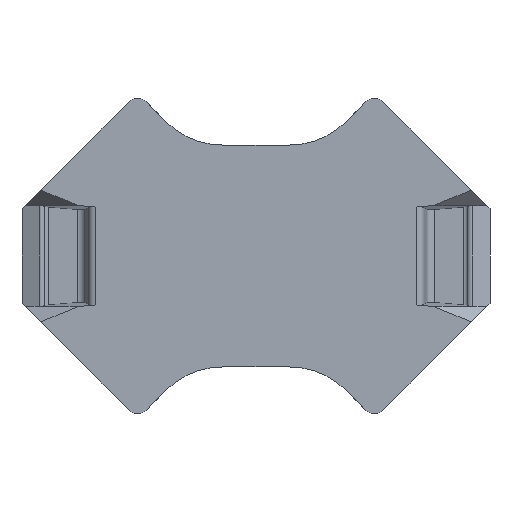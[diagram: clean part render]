
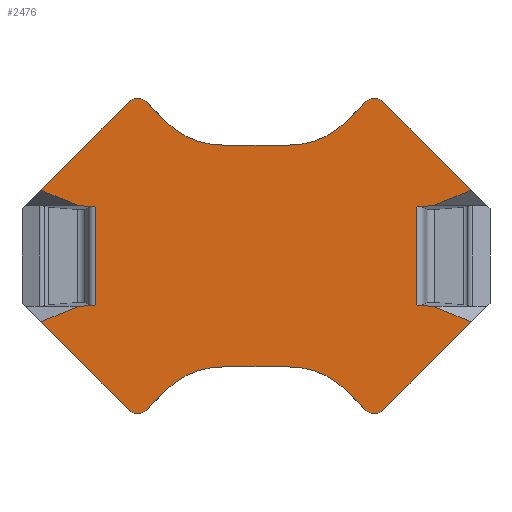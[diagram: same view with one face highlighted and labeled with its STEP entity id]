
A CAD part, front view. The second image highlights one B-rep face of the part: STEP entity #2476.
In plain terms, the highlighted planar face has unit normal (0, -1, 0).
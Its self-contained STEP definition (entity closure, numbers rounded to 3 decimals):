
#1=DIRECTION('',(0.924,0.,-0.383));
#2=VECTOR('',#1,2.002);
#3=CARTESIAN_POINT('',(8.814,0.,-2.5));
#4=LINE('',#3,#2);
#5=DIRECTION('',(-0.707,0.,-0.707));
#6=VECTOR('',#5,6.181);
#7=CARTESIAN_POINT('',(10.664,0.,-3.266));
#8=LINE('',#7,#6);
#9=CARTESIAN_POINT('',(5.869,0.,-7.212));
#10=DIRECTION('',(0.,1.,0.));
#11=DIRECTION('',(0.707,0.,-0.707));
#12=AXIS2_PLACEMENT_3D('',#9,#10,#11);
#14=DIRECTION('',(-0.707,0.,0.707));
#15=VECTOR('',#14,1.365);
#16=CARTESIAN_POINT('',(5.445,0.,-7.637));
#17=LINE('',#16,#15);
#18=CARTESIAN_POINT('',(1.651,0.,-9.5));
#19=DIRECTION('',(0.,-1.,0.));
#20=DIRECTION('',(0.707,0.,0.707));
#21=AXIS2_PLACEMENT_3D('',#18,#19,#20);
#23=DIRECTION('',(-1.,0.,0.));
#24=VECTOR('',#23,3.302);
#25=CARTESIAN_POINT('',(1.651,0.,-5.5));
#26=LINE('',#25,#24);
#27=CARTESIAN_POINT('',(-1.651,0.,-9.5));
#28=DIRECTION('',(0.,-1.,0.));
#29=DIRECTION('',(0.,0.,1.));
#30=AXIS2_PLACEMENT_3D('',#27,#28,#29);
#32=DIRECTION('',(-0.707,0.,-0.707));
#33=VECTOR('',#32,1.365);
#34=CARTESIAN_POINT('',(-4.48,0.,-6.672));
#35=LINE('',#34,#33);
#36=CARTESIAN_POINT('',(-5.869,0.,-7.212));
#37=DIRECTION('',(0.,1.,0.));
#38=DIRECTION('',(0.707,0.,-0.707));
#39=AXIS2_PLACEMENT_3D('',#36,#37,#38);
#41=DIRECTION('',(-0.707,0.,0.707));
#42=VECTOR('',#41,6.181);
#43=CARTESIAN_POINT('',(-6.293,0.,-7.637));
#44=LINE('',#43,#42);
#45=DIRECTION('',(-0.924,0.,-0.383));
#46=VECTOR('',#45,2.002);
#47=CARTESIAN_POINT('',(-8.814,0.,-2.5));
#48=LINE('',#47,#46);
#49=DIRECTION('',(0.,0.,1.));
#50=VECTOR('',#49,4.856);
#51=CARTESIAN_POINT('',(-7.941,0.,-2.428));
#52=LINE('',#51,#50);
#53=DIRECTION('',(-0.924,0.,0.383));
#54=VECTOR('',#53,2.002);
#55=CARTESIAN_POINT('',(-8.814,0.,2.5));
#56=LINE('',#55,#54);
#57=DIRECTION('',(0.707,0.,0.707));
#58=VECTOR('',#57,6.181);
#59=CARTESIAN_POINT('',(-10.664,0.,3.266));
#60=LINE('',#59,#58);
#61=CARTESIAN_POINT('',(-5.869,0.,7.212));
#62=DIRECTION('',(0.,1.,0.));
#63=DIRECTION('',(-0.707,0.,0.707));
#64=AXIS2_PLACEMENT_3D('',#61,#62,#63);
#66=DIRECTION('',(0.707,0.,-0.707));
#67=VECTOR('',#66,1.365);
#68=CARTESIAN_POINT('',(-5.445,0.,7.637));
#69=LINE('',#68,#67);
#70=CARTESIAN_POINT('',(-1.651,0.,9.5));
#71=DIRECTION('',(0.,-1.,0.));
#72=DIRECTION('',(-0.707,0.,-0.707));
#73=AXIS2_PLACEMENT_3D('',#70,#71,#72);
#75=DIRECTION('',(1.,0.,0.));
#76=VECTOR('',#75,3.302);
#77=CARTESIAN_POINT('',(-1.651,0.,5.5));
#78=LINE('',#77,#76);
#79=CARTESIAN_POINT('',(1.651,0.,9.5));
#80=DIRECTION('',(0.,-1.,0.));
#81=DIRECTION('',(0.,0.,-1.));
#82=AXIS2_PLACEMENT_3D('',#79,#80,#81);
#84=DIRECTION('',(0.707,0.,0.707));
#85=VECTOR('',#84,1.365);
#86=CARTESIAN_POINT('',(4.48,0.,6.672));
#87=LINE('',#86,#85);
#88=CARTESIAN_POINT('',(5.869,0.,7.212));
#89=DIRECTION('',(0.,1.,0.));
#90=DIRECTION('',(-0.707,0.,0.707));
#91=AXIS2_PLACEMENT_3D('',#88,#89,#90);
#93=DIRECTION('',(0.707,0.,-0.707));
#94=VECTOR('',#93,6.181);
#95=CARTESIAN_POINT('',(6.293,0.,7.637));
#96=LINE('',#95,#94);
#97=DIRECTION('',(0.924,0.,0.383));
#98=VECTOR('',#97,2.002);
#99=CARTESIAN_POINT('',(8.814,0.,2.5));
#100=LINE('',#99,#98);
#101=DIRECTION('',(0.,0.,-1.));
#102=VECTOR('',#101,4.856);
#103=CARTESIAN_POINT('',(7.941,0.,2.428));
#104=LINE('',#103,#102);
#133=DIRECTION('',(-0.997,0.,0.082));
#134=VECTOR('',#133,0.876);
#135=CARTESIAN_POINT('',(8.814,0.,-2.5));
#136=LINE('',#135,#134);
#137=CARTESIAN_POINT('',(7.941,0.,-2.428));
#227=CARTESIAN_POINT('',(7.941,0.,2.428));
#237=DIRECTION('',(0.997,0.,0.082));
#238=VECTOR('',#237,0.876);
#239=CARTESIAN_POINT('',(7.941,0.,2.428));
#240=LINE('',#239,#238);
#1296=CARTESIAN_POINT('',(-7.941,0.,-2.428));
#1306=DIRECTION('',(-0.997,0.,-0.082));
#1307=VECTOR('',#1306,0.876);
#1308=CARTESIAN_POINT('',(-7.941,0.,-2.428));
#1309=LINE('',#1308,#1307);
#1318=DIRECTION('',(0.997,0.,-0.082));
#1319=VECTOR('',#1318,0.876);
#1320=CARTESIAN_POINT('',(-8.814,0.,2.5));
#1321=LINE('',#1320,#1319);
#1322=CARTESIAN_POINT('',(-7.941,0.,2.428));
#2132=CARTESIAN_POINT('',(-6.293,0.,7.637));
#2133=CARTESIAN_POINT('',(-5.445,0.,7.637));
#2134=VERTEX_POINT('',#2132);
#2135=VERTEX_POINT('',#2133);
#2136=CARTESIAN_POINT('',(-4.48,0.,6.672));
#2137=VERTEX_POINT('',#2136);
#2138=CARTESIAN_POINT('',(-1.651,0.,5.5));
#2139=VERTEX_POINT('',#2138);
#2140=CARTESIAN_POINT('',(1.651,0.,5.5));
#2141=VERTEX_POINT('',#2140);
#2142=CARTESIAN_POINT('',(4.48,0.,6.672));
#2143=VERTEX_POINT('',#2142);
#2144=CARTESIAN_POINT('',(5.445,0.,7.637));
#2145=VERTEX_POINT('',#2144);
#2146=CARTESIAN_POINT('',(6.293,0.,7.637));
#2147=VERTEX_POINT('',#2146);
#2148=CARTESIAN_POINT('',(6.293,0.,-7.637));
#2149=CARTESIAN_POINT('',(5.445,0.,-7.637));
#2150=VERTEX_POINT('',#2148);
#2151=VERTEX_POINT('',#2149);
#2152=CARTESIAN_POINT('',(4.48,0.,-6.672));
#2153=VERTEX_POINT('',#2152);
#2154=CARTESIAN_POINT('',(1.651,0.,-5.5));
#2155=VERTEX_POINT('',#2154);
#2156=CARTESIAN_POINT('',(-1.651,0.,-5.5));
#2157=VERTEX_POINT('',#2156);
#2158=CARTESIAN_POINT('',(-4.48,0.,-6.672));
#2159=VERTEX_POINT('',#2158);
#2160=CARTESIAN_POINT('',(-5.445,0.,-7.637));
#2161=VERTEX_POINT('',#2160);
#2162=CARTESIAN_POINT('',(-6.293,0.,-7.637));
#2163=VERTEX_POINT('',#2162);
#2346=CARTESIAN_POINT('',(-10.664,0.,3.266));
#2348=VERTEX_POINT('',#2346);
#2350=CARTESIAN_POINT('',(-10.664,0.,-3.266));
#2352=VERTEX_POINT('',#2350);
#2357=VERTEX_POINT('',#1322);
#2361=CARTESIAN_POINT('',(-8.814,0.,2.5));
#2362=VERTEX_POINT('',#2361);
#2369=VERTEX_POINT('',#1296);
#2373=CARTESIAN_POINT('',(-8.814,0.,-2.5));
#2374=VERTEX_POINT('',#2373);
#2381=CARTESIAN_POINT('',(10.664,0.,3.266));
#2383=VERTEX_POINT('',#2381);
#2385=CARTESIAN_POINT('',(10.664,0.,-3.266));
#2387=VERTEX_POINT('',#2385);
#2393=VERTEX_POINT('',#227);
#2397=CARTESIAN_POINT('',(8.814,0.,2.5));
#2398=VERTEX_POINT('',#2397);
#2405=VERTEX_POINT('',#137);
#2409=CARTESIAN_POINT('',(8.814,0.,-2.5));
#2410=VERTEX_POINT('',#2409);
#2413=CARTESIAN_POINT('',(0.,0.,0.));
#2414=DIRECTION('',(0.,1.,0.));
#2415=DIRECTION('',(1.,0.,0.));
#2416=AXIS2_PLACEMENT_3D('',#2413,#2414,#2415);
#2417=PLANE('',#2416);
#2419=ORIENTED_EDGE('',*,*,#2418,.T.);
#2421=ORIENTED_EDGE('',*,*,#2420,.T.);
#2423=ORIENTED_EDGE('',*,*,#2422,.T.);
#2425=ORIENTED_EDGE('',*,*,#2424,.T.);
#2427=ORIENTED_EDGE('',*,*,#2426,.T.);
#2429=ORIENTED_EDGE('',*,*,#2428,.T.);
#2431=ORIENTED_EDGE('',*,*,#2430,.T.);
#2433=ORIENTED_EDGE('',*,*,#2432,.T.);
#2435=ORIENTED_EDGE('',*,*,#2434,.T.);
#2437=ORIENTED_EDGE('',*,*,#2436,.T.);
#2439=ORIENTED_EDGE('',*,*,#2438,.F.);
#2441=ORIENTED_EDGE('',*,*,#2440,.F.);
#2443=ORIENTED_EDGE('',*,*,#2442,.T.);
#2445=ORIENTED_EDGE('',*,*,#2444,.F.);
#2447=ORIENTED_EDGE('',*,*,#2446,.T.);
#2449=ORIENTED_EDGE('',*,*,#2448,.T.);
#2451=ORIENTED_EDGE('',*,*,#2450,.T.);
#2453=ORIENTED_EDGE('',*,*,#2452,.T.);
#2455=ORIENTED_EDGE('',*,*,#2454,.T.);
#2457=ORIENTED_EDGE('',*,*,#2456,.T.);
#2459=ORIENTED_EDGE('',*,*,#2458,.T.);
#2461=ORIENTED_EDGE('',*,*,#2460,.T.);
#2463=ORIENTED_EDGE('',*,*,#2462,.T.);
#2465=ORIENTED_EDGE('',*,*,#2464,.T.);
#2467=ORIENTED_EDGE('',*,*,#2466,.F.);
#2469=ORIENTED_EDGE('',*,*,#2468,.F.);
#2471=ORIENTED_EDGE('',*,*,#2470,.T.);
#2473=ORIENTED_EDGE('',*,*,#2472,.F.);
#2474=EDGE_LOOP('',(#2419,#2421,#2423,#2425,#2427,#2429,#2431,#2433,#2435,#2437,
#2439,#2441,#2443,#2445,#2447,#2449,#2451,#2453,#2455,#2457,#2459,#2461,#2463,
#2465,#2467,#2469,#2471,#2473));
#2475=FACE_OUTER_BOUND('',#2474,.F.);
#2476=ADVANCED_FACE('',(#2475),#2417,.F.);
#13=CIRCLE('',#12,0.6);
#22=CIRCLE('',#21,4.);
#31=CIRCLE('',#30,4.);
#40=CIRCLE('',#39,0.6);
#65=CIRCLE('',#64,0.6);
#74=CIRCLE('',#73,4.);
#83=CIRCLE('',#82,4.);
#92=CIRCLE('',#91,0.6);
#2418=EDGE_CURVE('',#2410,#2387,#4,.T.);
#2420=EDGE_CURVE('',#2387,#2150,#8,.T.);
#2422=EDGE_CURVE('',#2150,#2151,#13,.T.);
#2424=EDGE_CURVE('',#2151,#2153,#17,.T.);
#2426=EDGE_CURVE('',#2153,#2155,#22,.T.);
#2428=EDGE_CURVE('',#2155,#2157,#26,.T.);
#2430=EDGE_CURVE('',#2157,#2159,#31,.T.);
#2432=EDGE_CURVE('',#2159,#2161,#35,.T.);
#2434=EDGE_CURVE('',#2161,#2163,#40,.T.);
#2436=EDGE_CURVE('',#2163,#2352,#44,.T.);
#2438=EDGE_CURVE('',#2374,#2352,#48,.T.);
#2440=EDGE_CURVE('',#2369,#2374,#1309,.T.);
#2442=EDGE_CURVE('',#2369,#2357,#52,.T.);
#2444=EDGE_CURVE('',#2362,#2357,#1321,.T.);
#2446=EDGE_CURVE('',#2362,#2348,#56,.T.);
#2448=EDGE_CURVE('',#2348,#2134,#60,.T.);
#2450=EDGE_CURVE('',#2134,#2135,#65,.T.);
#2452=EDGE_CURVE('',#2135,#2137,#69,.T.);
#2454=EDGE_CURVE('',#2137,#2139,#74,.T.);
#2456=EDGE_CURVE('',#2139,#2141,#78,.T.);
#2458=EDGE_CURVE('',#2141,#2143,#83,.T.);
#2460=EDGE_CURVE('',#2143,#2145,#87,.T.);
#2462=EDGE_CURVE('',#2145,#2147,#92,.T.);
#2464=EDGE_CURVE('',#2147,#2383,#96,.T.);
#2466=EDGE_CURVE('',#2398,#2383,#100,.T.);
#2468=EDGE_CURVE('',#2393,#2398,#240,.T.);
#2470=EDGE_CURVE('',#2393,#2405,#104,.T.);
#2472=EDGE_CURVE('',#2410,#2405,#136,.T.);
